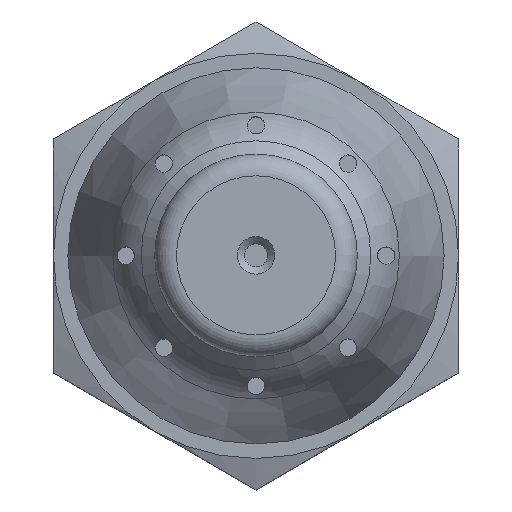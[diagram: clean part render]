
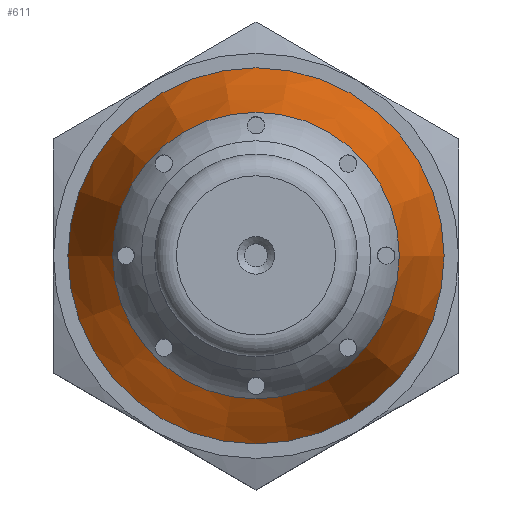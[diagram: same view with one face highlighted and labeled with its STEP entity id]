
A CAD part, top view. The second image highlights one B-rep face of the part: STEP entity #611.
In plain terms, the highlighted conical face has half-angle 17.5 degrees and reference radius 4.952 mm.
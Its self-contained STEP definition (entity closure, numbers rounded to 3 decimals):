
#79=CIRCLE('',#688,4.952);
#80=CIRCLE('',#690,6.5);
#141=ORIENTED_EDGE('',*,*,#282,.F.);
#142=ORIENTED_EDGE('',*,*,#276,.T.);
#276=EDGE_CURVE('',#346,#346,#79,.T.);
#282=EDGE_CURVE('',#352,#352,#80,.T.);
#346=VERTEX_POINT('',#1068);
#352=VERTEX_POINT('',#1151);
#441=EDGE_LOOP('',(#141));
#442=EDGE_LOOP('',(#142));
#525=FACE_BOUND('',#441,.T.);
#526=FACE_BOUND('',#442,.T.);
#588=CONICAL_SURFACE('',#689,4.952,0.305);
#611=ADVANCED_FACE('',(#525,#526),#588,.T.);
#688=AXIS2_PLACEMENT_3D('',#1067,#803,#804);
#689=AXIS2_PLACEMENT_3D('',#1149,#805,#806);
#690=AXIS2_PLACEMENT_3D('',#1150,#807,#808);
#803=DIRECTION('',(0.,0.,-1.));
#804=DIRECTION('',(-1.,0.,0.));
#805=DIRECTION('',(0.,0.,-1.));
#806=DIRECTION('',(-1.,0.,0.));
#807=DIRECTION('',(0.,0.,-1.));
#808=DIRECTION('',(-1.,0.,0.));
#1067=CARTESIAN_POINT('',(0.,0.,19.908));
#1068=CARTESIAN_POINT('',(-4.952,0.,19.908));
#1149=CARTESIAN_POINT('',(0.,0.,19.908));
#1150=CARTESIAN_POINT('',(0.,0.,15.));
#1151=CARTESIAN_POINT('',(-6.5,0.,15.));
